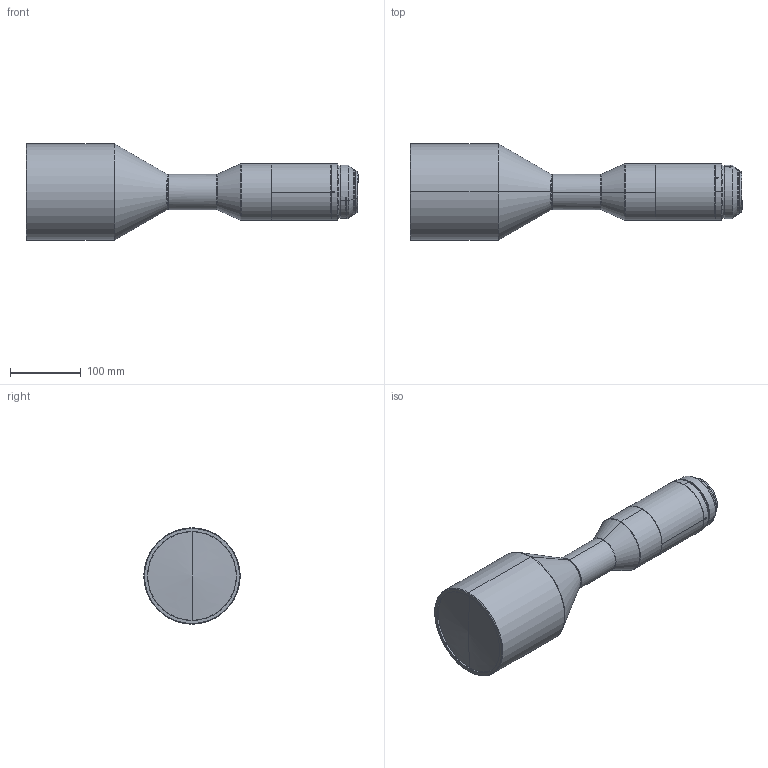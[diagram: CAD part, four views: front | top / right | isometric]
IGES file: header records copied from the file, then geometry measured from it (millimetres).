
Start section: SolidWorks IGES file using analytic representation for surfaces
Global section: file name: DTCA35F-82-M58-AL.IGS; native system: SolidWorks 2017; preprocessor: SolidWorks 2017; author: DELL; date: 181218.151917; units: millimetre
Bounding box: 468.38 x 136 x 136 mm (x, y, z)
Volume: 3383553.3 mm3; surface area: 157923.9 mm2
Topology: 1 solids, 1 shells, 100 faces, 232 edges, 140 vertices
Faces by surface type: revolution 75, plane 17, bspline 8
